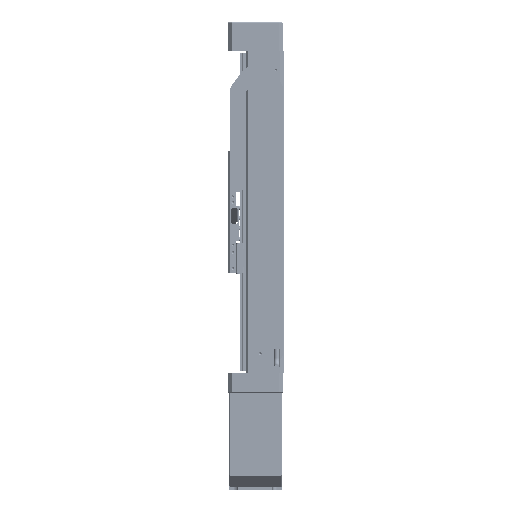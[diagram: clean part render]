
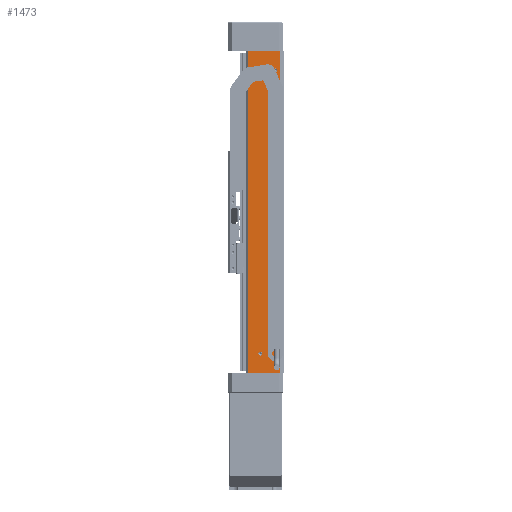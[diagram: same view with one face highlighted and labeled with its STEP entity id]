
A CAD part, left-side view. The second image highlights one B-rep face of the part: STEP entity #1473.
In plain terms, the highlighted planar face has unit normal (-1, 0, 0).
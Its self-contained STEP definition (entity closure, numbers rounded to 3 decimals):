
#157 = VERTEX_POINT ( 'NONE', #53233 ) ;
#345 = VERTEX_POINT ( 'NONE', #31041 ) ;
#1473 = ADVANCED_FACE ( 'NONE', ( #18681, #2304, #52019, #31527, #22508, #14589 ), #1786, .F. ) ;
#1597 = EDGE_CURVE ( 'NONE', #345, #17051, #45441, .T. ) ;
#1786 = PLANE ( 'NONE',  #52309 ) ;
#1906 = EDGE_CURVE ( 'NONE', #9909, #26330, #44753, .T. ) ;
#1922 = CIRCLE ( 'NONE', #36788, 1. ) ;
#2200 = CARTESIAN_POINT ( 'NONE',  ( 0., -15., 160. ) ) ;
#2304 = FACE_BOUND ( 'NONE', #16774, .T. ) ;
#2421 = DIRECTION ( 'NONE',  ( 0., 0., 1. ) ) ;
#2792 = EDGE_CURVE ( 'NONE', #15191, #36947, #3028, .T. ) ;
#3028 = CIRCLE ( 'NONE', #43990, 1. ) ;
#3171 = DIRECTION ( 'NONE',  ( 0., 0., -1. ) ) ;
#3511 = VERTEX_POINT ( 'NONE', #33137 ) ;
#4363 = CIRCLE ( 'NONE', #36608, 1. ) ;
#6011 = ORIENTED_EDGE ( 'NONE', *, *, #12521, .F. ) ;
#6515 = ORIENTED_EDGE ( 'NONE', *, *, #20381, .F. ) ;
#6526 = CARTESIAN_POINT ( 'NONE',  ( 0., -7., 10. ) ) ;
#6957 = CIRCLE ( 'NONE', #20870, 1. ) ;
#6964 = EDGE_CURVE ( 'NONE', #26450, #37959, #37433, .T. ) ;
#7376 = DIRECTION ( 'NONE',  ( 0., -1., 0. ) ) ;
#9370 = ORIENTED_EDGE ( 'NONE', *, *, #1597, .F. ) ;
#9646 = DIRECTION ( 'NONE',  ( -1., 0., 0. ) ) ;
#9747 = ORIENTED_EDGE ( 'NONE', *, *, #23477, .F. ) ;
#9909 = VERTEX_POINT ( 'NONE', #43694 ) ;
#10251 = VECTOR ( 'NONE', #7376, 1000. ) ;
#11217 = DIRECTION ( 'NONE',  ( 0., 0., 1. ) ) ;
#11845 = DIRECTION ( 'NONE',  ( 0., -1., 0. ) ) ;
#12171 = CARTESIAN_POINT ( 'NONE',  ( 0., -0.3, 170. ) ) ;
#12521 = EDGE_CURVE ( 'NONE', #36947, #15191, #1922, .T. ) ;
#14158 = DIRECTION ( 'NONE',  ( -1., 0., 0. ) ) ;
#14323 = DIRECTION ( 'NONE',  ( 1., 0., 0. ) ) ;
#14411 = AXIS2_PLACEMENT_3D ( 'NONE', #27281, #40611, #2421 ) ;
#14589 = FACE_OUTER_BOUND ( 'NONE', #49739, .T. ) ;
#15014 = CARTESIAN_POINT ( 'NONE',  ( 0., 0., 0. ) ) ;
#15127 = EDGE_CURVE ( 'NONE', #24381, #157, #35343, .T. ) ;
#15191 = VERTEX_POINT ( 'NONE', #27544 ) ;
#15857 = DIRECTION ( 'NONE',  ( 0., 0., 1. ) ) ;
#16118 = ORIENTED_EDGE ( 'NONE', *, *, #15127, .F. ) ;
#16397 = CARTESIAN_POINT ( 'NONE',  ( 0., -15., 81. ) ) ;
#16774 = EDGE_LOOP ( 'NONE', ( #39589, #9747 ) ) ;
#17051 = VERTEX_POINT ( 'NONE', #17352 ) ;
#17352 = CARTESIAN_POINT ( 'NONE',  ( 0., -17.4, 170. ) ) ;
#18224 = EDGE_LOOP ( 'NONE', ( #51133, #6515 ) ) ;
#18681 = FACE_BOUND ( 'NONE', #38913, .T. ) ;
#19483 = CARTESIAN_POINT ( 'NONE',  ( 0., 0., 170. ) ) ;
#19798 = CARTESIAN_POINT ( 'NONE',  ( 0., -7., 11. ) ) ;
#19998 = CARTESIAN_POINT ( 'NONE',  ( 0., -7., 160. ) ) ;
#20381 = EDGE_CURVE ( 'NONE', #44351, #52863, #21571, .T. ) ;
#20870 = AXIS2_PLACEMENT_3D ( 'NONE', #2200, #31952, #11217 ) ;
#20998 = DIRECTION ( 'NONE',  ( -1., 0., 0. ) ) ;
#21123 = CARTESIAN_POINT ( 'NONE',  ( 0., -15., 10. ) ) ;
#21571 = CIRCLE ( 'NONE', #34676, 1. ) ;
#21967 = CARTESIAN_POINT ( 'NONE',  ( 0., -15., 9. ) ) ;
#22508 = FACE_BOUND ( 'NONE', #46691, .T. ) ;
#23046 = EDGE_CURVE ( 'NONE', #157, #24381, #6957, .T. ) ;
#23261 = DIRECTION ( 'NONE',  ( -1., 0., 0. ) ) ;
#23310 = DIRECTION ( 'NONE',  ( 0., 1., 0. ) ) ;
#23477 = EDGE_CURVE ( 'NONE', #3511, #26228, #4363, .T. ) ;
#24132 = DIRECTION ( 'NONE',  ( 0., 0., 1. ) ) ;
#24307 = DIRECTION ( 'NONE',  ( -1., 0., 0. ) ) ;
#24381 = VERTEX_POINT ( 'NONE', #30027 ) ;
#24836 = CARTESIAN_POINT ( 'NONE',  ( 0., -15., 10. ) ) ;
#24944 = ORIENTED_EDGE ( 'NONE', *, *, #6964, .F. ) ;
#24999 = LINE ( 'NONE', #12171, #48074 ) ;
#25470 = CARTESIAN_POINT ( 'NONE',  ( 0., -7., 159. ) ) ;
#26228 = VERTEX_POINT ( 'NONE', #19798 ) ;
#26330 = VERTEX_POINT ( 'NONE', #44943 ) ;
#26450 = VERTEX_POINT ( 'NONE', #21967 ) ;
#26559 = CARTESIAN_POINT ( 'NONE',  ( 0., -7., 10. ) ) ;
#26676 = LINE ( 'NONE', #44110, #28720 ) ;
#26788 = EDGE_LOOP ( 'NONE', ( #34696, #24944 ) ) ;
#27281 = CARTESIAN_POINT ( 'NONE',  ( 0., -15., 160. ) ) ;
#27544 = CARTESIAN_POINT ( 'NONE',  ( 0., -15., 79. ) ) ;
#27877 = CARTESIAN_POINT ( 'NONE',  ( 0., -15., 80. ) ) ;
#28720 = VECTOR ( 'NONE', #43585, 1000. ) ;
#29242 = CARTESIAN_POINT ( 'NONE',  ( 0., -15., 80. ) ) ;
#30027 = CARTESIAN_POINT ( 'NONE',  ( 0., -15., 161. ) ) ;
#30028 = AXIS2_PLACEMENT_3D ( 'NONE', #26559, #9646, #43186 ) ;
#31041 = CARTESIAN_POINT ( 'NONE',  ( 0., -0.3, 170. ) ) ;
#31204 = DIRECTION ( 'NONE',  ( 0., 0., 1. ) ) ;
#31527 = FACE_BOUND ( 'NONE', #18224, .T. ) ;
#31952 = DIRECTION ( 'NONE',  ( -1., 0., 0. ) ) ;
#32129 = EDGE_CURVE ( 'NONE', #52863, #44351, #52567, .T. ) ;
#32261 = VECTOR ( 'NONE', #11845, 1000. ) ;
#33137 = CARTESIAN_POINT ( 'NONE',  ( 0., -7., 9. ) ) ;
#33486 = EDGE_CURVE ( 'NONE', #26228, #3511, #41339, .T. ) ;
#33848 = DIRECTION ( 'NONE',  ( 0., 0., 1. ) ) ;
#33940 = CIRCLE ( 'NONE', #38295, 1. ) ;
#34632 = ORIENTED_EDGE ( 'NONE', *, *, #51836, .T. ) ;
#34676 = AXIS2_PLACEMENT_3D ( 'NONE', #51976, #23261, #31204 ) ;
#34696 = ORIENTED_EDGE ( 'NONE', *, *, #42406, .F. ) ;
#35343 = CIRCLE ( 'NONE', #14411, 1. ) ;
#35780 = DIRECTION ( 'NONE',  ( -1., 0., 0. ) ) ;
#36608 = AXIS2_PLACEMENT_3D ( 'NONE', #6526, #14158, #47743 ) ;
#36788 = AXIS2_PLACEMENT_3D ( 'NONE', #27877, #35780, #44242 ) ;
#36947 = VERTEX_POINT ( 'NONE', #16397 ) ;
#37133 = DIRECTION ( 'NONE',  ( 0., 0., 1. ) ) ;
#37198 = ORIENTED_EDGE ( 'NONE', *, *, #48918, .T. ) ;
#37433 = CIRCLE ( 'NONE', #45284, 1. ) ;
#37959 = VERTEX_POINT ( 'NONE', #46960 ) ;
#38295 = AXIS2_PLACEMENT_3D ( 'NONE', #24836, #20998, #15857 ) ;
#38913 = EDGE_LOOP ( 'NONE', ( #6011, #40107 ) ) ;
#39589 = ORIENTED_EDGE ( 'NONE', *, *, #33486, .F. ) ;
#40107 = ORIENTED_EDGE ( 'NONE', *, *, #2792, .F. ) ;
#40611 = DIRECTION ( 'NONE',  ( -1., 0., 0. ) ) ;
#41339 = CIRCLE ( 'NONE', #30028, 1. ) ;
#41581 = CARTESIAN_POINT ( 'NONE',  ( 0., 0., 170. ) ) ;
#41874 = DIRECTION ( 'NONE',  ( -1., 0., 0. ) ) ;
#42406 = EDGE_CURVE ( 'NONE', #37959, #26450, #33940, .T. ) ;
#43186 = DIRECTION ( 'NONE',  ( 0., 0., 1. ) ) ;
#43585 = DIRECTION ( 'NONE',  ( 0., 0., 1. ) ) ;
#43694 = CARTESIAN_POINT ( 'NONE',  ( 0., -0.3, 0. ) ) ;
#43990 = AXIS2_PLACEMENT_3D ( 'NONE', #29242, #24307, #37133 ) ;
#44110 = CARTESIAN_POINT ( 'NONE',  ( 0., -17.4, 170. ) ) ;
#44242 = DIRECTION ( 'NONE',  ( 0., 0., 1. ) ) ;
#44351 = VERTEX_POINT ( 'NONE', #25470 ) ;
#44707 = AXIS2_PLACEMENT_3D ( 'NONE', #19998, #49989, #33848 ) ;
#44753 = LINE ( 'NONE', #15014, #10251 ) ;
#44943 = CARTESIAN_POINT ( 'NONE',  ( 0., -17.4, 0. ) ) ;
#45284 = AXIS2_PLACEMENT_3D ( 'NONE', #21123, #41874, #24132 ) ;
#45441 = LINE ( 'NONE', #41581, #32261 ) ;
#46691 = EDGE_LOOP ( 'NONE', ( #16118, #50297 ) ) ;
#46960 = CARTESIAN_POINT ( 'NONE',  ( 0., -15., 11. ) ) ;
#47331 = ORIENTED_EDGE ( 'NONE', *, *, #1906, .T. ) ;
#47743 = DIRECTION ( 'NONE',  ( 0., 0., 1. ) ) ;
#48074 = VECTOR ( 'NONE', #3171, 1000. ) ;
#48918 = EDGE_CURVE ( 'NONE', #26330, #17051, #26676, .T. ) ;
#49739 = EDGE_LOOP ( 'NONE', ( #9370, #34632, #47331, #37198 ) ) ;
#49989 = DIRECTION ( 'NONE',  ( -1., 0., 0. ) ) ;
#50297 = ORIENTED_EDGE ( 'NONE', *, *, #23046, .F. ) ;
#51133 = ORIENTED_EDGE ( 'NONE', *, *, #32129, .F. ) ;
#51836 = EDGE_CURVE ( 'NONE', #345, #9909, #24999, .T. ) ;
#51976 = CARTESIAN_POINT ( 'NONE',  ( 0., -7., 160. ) ) ;
#52019 = FACE_BOUND ( 'NONE', #26788, .T. ) ;
#52309 = AXIS2_PLACEMENT_3D ( 'NONE', #19483, #14323, #23310 ) ;
#52567 = CIRCLE ( 'NONE', #44707, 1. ) ;
#52863 = VERTEX_POINT ( 'NONE', #53678 ) ;
#53233 = CARTESIAN_POINT ( 'NONE',  ( 0., -15., 159. ) ) ;
#53678 = CARTESIAN_POINT ( 'NONE',  ( 0., -7., 161. ) ) ;
